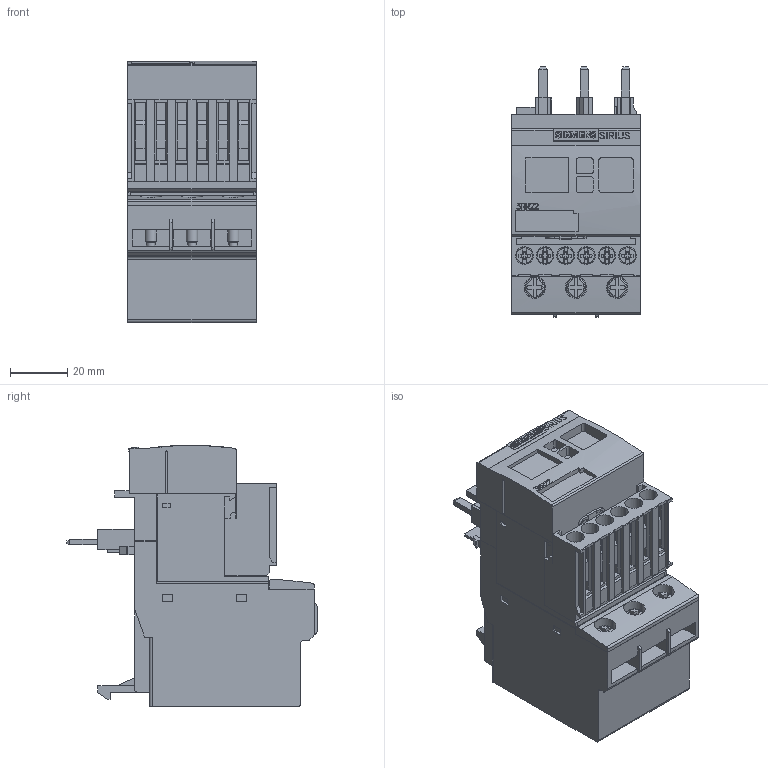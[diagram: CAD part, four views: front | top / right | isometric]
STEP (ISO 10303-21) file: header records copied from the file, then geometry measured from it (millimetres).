
FILE_DESCRIPTION(('STEP AP214'),'1');
FILE_NAME('cctmp_4A04F302-D592-4212-9FF5-BB7C6B116E66_2023_07_21_11_04_11_0008..stp','2023-07-21T09:04:12',('SIEMENS A&D'),('CADClick - www.CADClick.com'),'Spatial InterOp 3D postprocessed',' ','unknown authorization');
FILE_SCHEMA(('AUTOMOTIVE_DESIGN'));
Length unit declared in the file: millimetre
Products named in the file (1): 2023_07_21_11_04_10_0972
Bounding box: 45 x 87.3 x 91.2 mm (x, y, z)
Volume: 193913.7 mm3; surface area: 44985.6 mm2
Topology: 1 solids, 1 shells, 1297 faces, 3678 edges, 2422 vertices
Faces by surface type: plane 1069, cylinder 156, cone 60, torus 12
Entity records: 46117 total; most frequent: CARTESIAN_POINT 8031, ORIENTED_EDGE 7356, DIRECTION 6766, EDGE_CURVE 3678, LINE 3000, VECTOR 3000, VERTEX_POINT 2422, AXIS2_PLACEMENT_3D 1883
